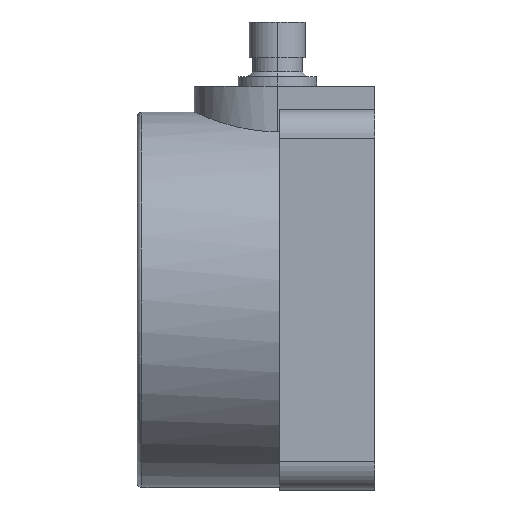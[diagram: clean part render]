
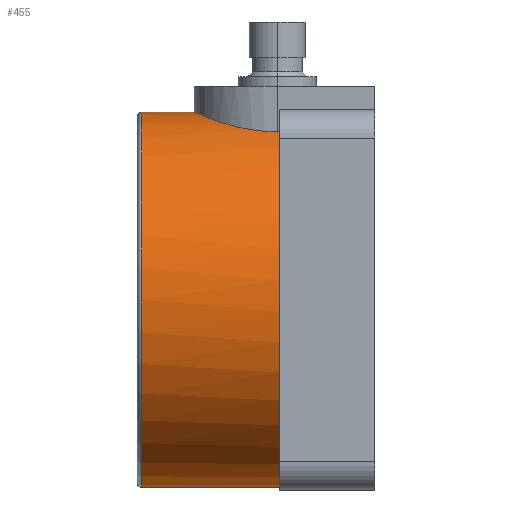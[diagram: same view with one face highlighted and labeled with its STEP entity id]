
A CAD part, left-side view. The second image highlights one B-rep face of the part: STEP entity #455.
In plain terms, the highlighted cylindrical face has radius 39.5 mm (diameter 79 mm), a partial arc.
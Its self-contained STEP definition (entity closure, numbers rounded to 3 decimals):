
#254 = VERTEX_POINT ( 'NONE', #1203 ) ;
#256 = EDGE_CURVE ( 'NONE', #437, #254, #1258, .T. ) ;
#280 = ORIENTED_EDGE ( 'NONE', *, *, #281, .T. ) ;
#281 = EDGE_CURVE ( 'NONE', #390, #519, #1223, .T. ) ;
#282 = ORIENTED_EDGE ( 'NONE', *, *, #507, .T. ) ;
#283 = ORIENTED_EDGE ( 'NONE', *, *, #256, .T. ) ;
#300 = ORIENTED_EDGE ( 'NONE', *, *, #301, .F. ) ;
#301 = EDGE_CURVE ( 'NONE', #302, #254, #1270, .T. ) ;
#302 = VERTEX_POINT ( 'NONE', #1323 ) ;
#303 = ORIENTED_EDGE ( 'NONE', *, *, #304, .T. ) ;
#304 = EDGE_CURVE ( 'NONE', #302, #413, #1322, .T. ) ;
#390 = VERTEX_POINT ( 'NONE', #1562 ) ;
#413 = VERTEX_POINT ( 'NONE', #1406 ) ;
#437 = VERTEX_POINT ( 'NONE', #1691 ) ;
#439 = EDGE_CURVE ( 'NONE', #390, #413, #1802, .T. ) ;
#455 = ADVANCED_FACE ( 'NONE', ( #1653 ), #1651, .T. ) ;
#456 = EDGE_LOOP ( 'NONE', ( #457, #280, #282, #283, #300, #303 ) ) ;
#457 = ORIENTED_EDGE ( 'NONE', *, *, #439, .F. ) ;
#507 = EDGE_CURVE ( 'NONE', #519, #437, #1776, .T. ) ;
#519 = VERTEX_POINT ( 'NONE', #1756 ) ;
#1089 = CARTESIAN_POINT ( 'NONE',  ( -7.382, 29.302, 23.546 ) ) ;
#1202 = CARTESIAN_POINT ( 'NONE',  ( 7.786, 20., -12.932 ) ) ;
#1203 = CARTESIAN_POINT ( 'NONE',  ( -9.714, 20., 22.48 ) ) ;
#1219 = DIRECTION ( 'NONE',  ( 0., 0., 1. ) ) ;
#1220 = DIRECTION ( 'NONE',  ( 0., -1., 0. ) ) ;
#1221 = CARTESIAN_POINT ( 'NONE',  ( 7.786, 49., -12.932 ) ) ;
#1222 = AXIS2_PLACEMENT_3D ( 'NONE', #1221, #1220, #1219 ) ;
#1223 = CIRCLE ( 'NONE', #1222, 39.5 ) ;
#1244 = DIRECTION ( 'NONE',  ( 0., 0., 1. ) ) ;
#1256 = DIRECTION ( 'NONE',  ( 0., 1., 0. ) ) ;
#1257 = AXIS2_PLACEMENT_3D ( 'NONE', #1202, #1256, #1244 ) ;
#1258 = CIRCLE ( 'NONE', #1257, 39.5 ) ;
#1267 = DIRECTION ( 'NONE',  ( 0., -1., 0. ) ) ;
#1268 = VECTOR ( 'NONE', #1267, 1000. ) ;
#1269 = CARTESIAN_POINT ( 'NONE',  ( -9.714, 50., 22.48 ) ) ;
#1270 = LINE ( 'NONE', #1269, #1268 ) ;
#1307 = CARTESIAN_POINT ( 'NONE',  ( -9.257, 24.513, 22.702 ) ) ;
#1308 = CARTESIAN_POINT ( 'NONE',  ( -9.597, 22.822, 22.538 ) ) ;
#1309 = CARTESIAN_POINT ( 'NONE',  ( -9.714, 21.672, 22.48 ) ) ;
#1310 = CARTESIAN_POINT ( 'NONE',  ( -9.714, 20.5, 22.48 ) ) ;
#1318 = CARTESIAN_POINT ( 'NONE',  ( -7.919, 28.304, 23.315 ) ) ;
#1319 = CARTESIAN_POINT ( 'NONE',  ( -8.58, 26.722, 23.019 ) ) ;
#1320 = CARTESIAN_POINT ( 'NONE',  ( -8.777, 26.178, 22.928 ) ) ;
#1321 = CARTESIAN_POINT ( 'NONE',  ( -9.116, 25.072, 22.77 ) ) ;
#1322 = B_SPLINE_CURVE_WITH_KNOTS ( 'NONE', 3,
 ( #1310, #1309, #1308, #1307, #1321, #1320, #1319, #1318, #1089, #1380, #1379, #1378, #1382, #1381, #1358, #1357, #1429, #1428, #1432, #1431, #1430, #1489, #1488, #1487, #1486, #1485 ),
 .UNSPECIFIED., .F., .F.,
 ( 4, 2, 2, 2, 2, 2, 2, 2, 2, 2, 2, 2, 4 ),
 ( 0., 0.003, 0.005, 0.007, 0.01, 0.012, 0.014, 0.016, 0.017, 0.021, 0.023, 0.024, 0.028 ),
 .UNSPECIFIED. ) ;
#1323 = CARTESIAN_POINT ( 'NONE',  ( -9.714, 20.5, 22.48 ) ) ;
#1357 = CARTESIAN_POINT ( 'NONE',  ( -2.907, 34.364, 25.096 ) ) ;
#1358 = CARTESIAN_POINT ( 'NONE',  ( -3.78, 33.645, 24.84 ) ) ;
#1378 = CARTESIAN_POINT ( 'NONE',  ( -5.371, 32.053, 24.315 ) ) ;
#1379 = CARTESIAN_POINT ( 'NONE',  ( -6.09, 31.178, 24.053 ) ) ;
#1380 = CARTESIAN_POINT ( 'NONE',  ( -6.431, 30.719, 23.922 ) ) ;
#1381 = CARTESIAN_POINT ( 'NONE',  ( -4.197, 33.266, 24.709 ) ) ;
#1382 = CARTESIAN_POINT ( 'NONE',  ( -4.992, 32.47, 24.447 ) ) ;
#1406 = CARTESIAN_POINT ( 'NONE',  ( 7.786, 38., 26.568 ) ) ;
#1428 = CARTESIAN_POINT ( 'NONE',  ( -1.027, 35.661, 25.585 ) ) ;
#1429 = CARTESIAN_POINT ( 'NONE',  ( -2.448, 34.706, 25.222 ) ) ;
#1430 = CARTESIAN_POINT ( 'NONE',  ( 2.085, 37.055, 26.159 ) ) ;
#1431 = CARTESIAN_POINT ( 'NONE',  ( 1.547, 36.86, 26.076 ) ) ;
#1432 = CARTESIAN_POINT ( 'NONE',  ( -0.029, 36.199, 25.802 ) ) ;
#1485 = CARTESIAN_POINT ( 'NONE',  ( 7.786, 38., 26.568 ) ) ;
#1486 = CARTESIAN_POINT ( 'NONE',  ( 6.614, 38., 26.568 ) ) ;
#1487 = CARTESIAN_POINT ( 'NONE',  ( 5.46, 37.883, 26.516 ) ) ;
#1488 = CARTESIAN_POINT ( 'NONE',  ( 3.756, 37.539, 26.366 ) ) ;
#1489 = CARTESIAN_POINT ( 'NONE',  ( 3.189, 37.395, 26.304 ) ) ;
#1562 = CARTESIAN_POINT ( 'NONE',  ( 7.786, 49., 26.568 ) ) ;
#1647 = DIRECTION ( 'NONE',  ( 0., 0., -1. ) ) ;
#1648 = DIRECTION ( 'NONE',  ( 0., -1., 0. ) ) ;
#1649 = CARTESIAN_POINT ( 'NONE',  ( 7.786, 50., -12.932 ) ) ;
#1650 = AXIS2_PLACEMENT_3D ( 'NONE', #1649, #1648, #1647 ) ;
#1651 = CYLINDRICAL_SURFACE ( 'NONE', #1650, 39.5 ) ;
#1653 = FACE_OUTER_BOUND ( 'NONE', #456, .T. ) ;
#1691 = CARTESIAN_POINT ( 'NONE',  ( 7.786, 20., -52.432 ) ) ;
#1756 = CARTESIAN_POINT ( 'NONE',  ( 7.786, 49., -52.432 ) ) ;
#1773 = DIRECTION ( 'NONE',  ( 0., -1., 0. ) ) ;
#1774 = VECTOR ( 'NONE', #1773, 1000. ) ;
#1775 = CARTESIAN_POINT ( 'NONE',  ( 7.786, 50., -52.432 ) ) ;
#1776 = LINE ( 'NONE', #1775, #1774 ) ;
#1799 = DIRECTION ( 'NONE',  ( 0., -1., 0. ) ) ;
#1800 = VECTOR ( 'NONE', #1799, 1000. ) ;
#1801 = CARTESIAN_POINT ( 'NONE',  ( 7.786, 50., 26.568 ) ) ;
#1802 = LINE ( 'NONE', #1801, #1800 ) ;
